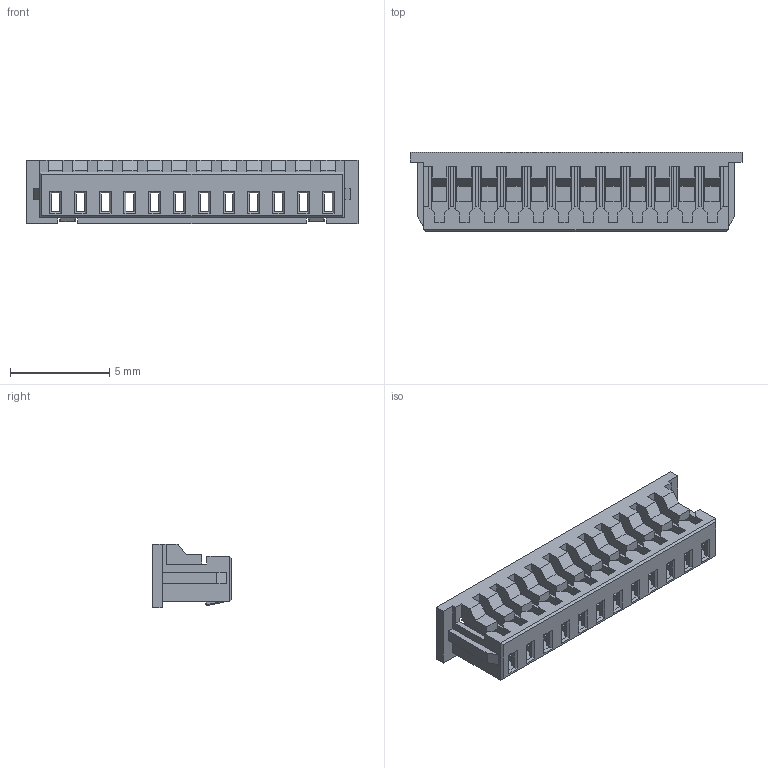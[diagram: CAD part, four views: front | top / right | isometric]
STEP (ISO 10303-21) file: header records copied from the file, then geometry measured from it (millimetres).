
FILE_DESCRIPTION (( 'STEP AP214' ), '1' );
FILE_NAME ('FHG12502-S12M2W1B-REF.STEP', '2025-05-23T08:22:13', ( '' ), ( '' ), 'SwSTEP 2.0', 'SolidWorks 2021', '' );
FILE_SCHEMA (( 'AUTOMOTIVE_DESIGN' ));
Length unit declared in the file: millimetre
Products named in the file (1): FHG12502-S12M2W1B-REF
Bounding box: 16.75 x 4 x 3.2 mm (x, y, z)
Volume: 66.7 mm3; surface area: 518.3 mm2
Topology: 1 solids, 1 shells, 522 faces, 1535 edges, 990 vertices
Faces by surface type: plane 510, cylinder 9, sphere 3
Entity records: 16966 total; most frequent: CARTESIAN_POINT 3059, ORIENTED_EDGE 3058, DIRECTION 2583, EDGE_CURVE 1529, LINE 1511, VECTOR 1511, VERTEX_POINT 987, EDGE_LOOP 548
